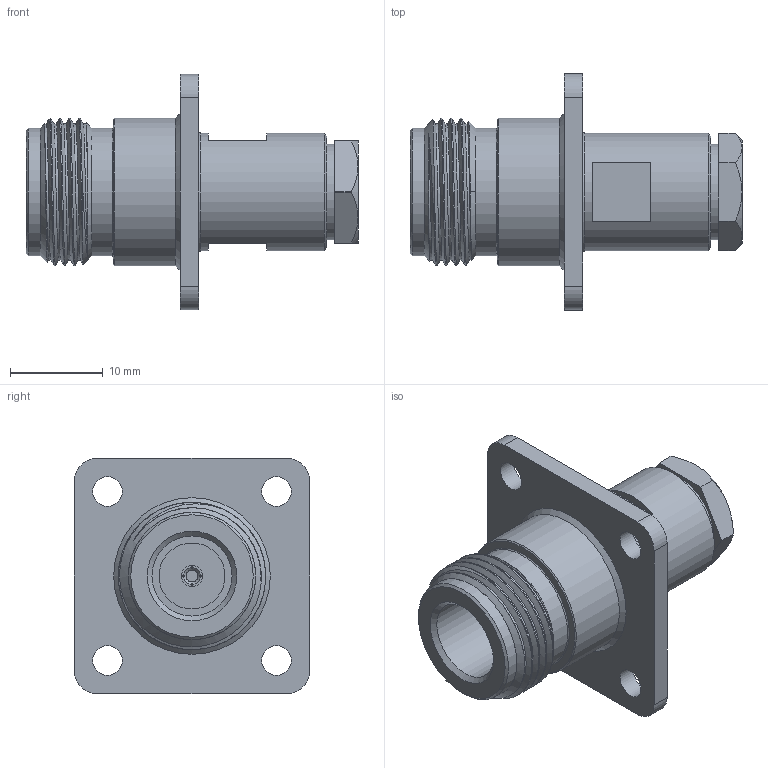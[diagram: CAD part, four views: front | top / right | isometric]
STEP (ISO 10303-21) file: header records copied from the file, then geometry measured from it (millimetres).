
FILE_DESCRIPTION (( 'STEP AP203' ), '1' );
FILE_NAME ('PE44073_3D.step', '2021-09-28T22:07:43', ( '' ), ( '' ), 'SwSTEP 2.0', 'SolidWorks 2021', '' );
FILE_SCHEMA (( 'CONFIG_CONTROL_DESIGN' ));
Length unit declared in the file: inch
Products named in the file (1): PE44073_3D
Bounding box: 35.78 x 25.4 x 25.4 mm (x, y, z)
Volume: 5436 mm3; surface area: 3606.4 mm2
Topology: 1 solids, 1 shells, 98 faces, 245 edges, 161 vertices
Faces by surface type: plane 41, cylinder 33, cone 19, bspline 4, torus 1
Full cylindrical faces by diameter (mm): 1.27 x1, 2.286 x1, 3.2 x4, 5.69 x1, 7.112 x1, 8.636 x1, 10.326 x1, 12.7 x1, 13.716 x2, 15.875 x1
Entity records: 4689 total; most frequent: CARTESIAN_POINT 2503, ORIENTED_EDGE 420, DIRECTION 418, EDGE_CURVE 210, AXIS2_PLACEMENT_3D 177, VERTEX_POINT 150, EDGE_LOOP 142, FACE_OUTER_BOUND 114
